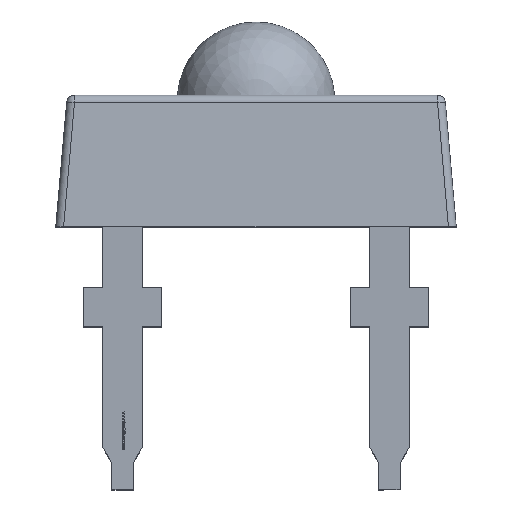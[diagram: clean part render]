
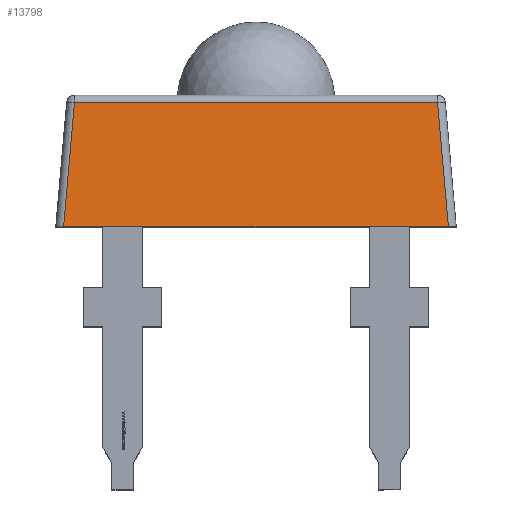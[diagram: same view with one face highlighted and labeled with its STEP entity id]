
A CAD part, top view. The second image highlights one B-rep face of the part: STEP entity #13798.
In plain terms, the highlighted planar face has unit normal (0, 0.087, 0.996).
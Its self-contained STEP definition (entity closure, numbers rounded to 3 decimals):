
#42 = CARTESIAN_POINT ( 'NONE',  ( -3.661, -1.25, 3.81 ) ) ;
#58 = CARTESIAN_POINT ( 'NONE',  ( 3.661, -1.25, 3.81 ) ) ;
#141 = CARTESIAN_POINT ( 'NONE',  ( -3.454, 1.113, 3.603 ) ) ;
#183 = CARTESIAN_POINT ( 'NONE',  ( 3.454, 1.113, 3.603 ) ) ;
#1615 = LINE ( 'NONE', #1633, #10621 ) ;
#1632 = DIRECTION ( 'NONE',  ( -1., 0., 0. ) ) ;
#1633 = CARTESIAN_POINT ( 'NONE',  ( -6.379, -1.25, 3.81 ) ) ;
#2794 = PLANE ( 'NONE',  #10838 ) ;
#2804 = CARTESIAN_POINT ( 'NONE',  ( -3.81, 1.25, 3.591 ) ) ;
#2805 = DIRECTION ( 'NONE',  ( 0., 0.996, -0.087 ) ) ;
#2811 = DIRECTION ( 'NONE',  ( 0., -0.087, -0.996 ) ) ;
#6533 = LINE ( 'NONE', #6534, #11402 ) ;
#6534 = CARTESIAN_POINT ( 'NONE',  ( -3.662, -1.263, 3.811 ) ) ;
#6546 = DIRECTION ( 'NONE',  ( -0.087, -0.992, 0.087 ) ) ;
#6555 = CARTESIAN_POINT ( 'NONE',  ( -3.81, 1.113, 3.603 ) ) ;
#6557 = DIRECTION ( 'NONE',  ( -1., 0., 0. ) ) ;
#6558 = CARTESIAN_POINT ( 'NONE',  ( 3.387, 1.875, 3.537 ) ) ;
#6566 = LINE ( 'NONE', #6558, #11419 ) ;
#6567 = DIRECTION ( 'NONE',  ( -0.087, 0.992, -0.087 ) ) ;
#6573 = LINE ( 'NONE', #6555, #11427 ) ;
#10621 = VECTOR ( 'NONE', #1632, 1000. ) ;
#10825 = FACE_OUTER_BOUND ( 'NONE', #12585, .T. ) ;
#10838 = AXIS2_PLACEMENT_3D ( 'NONE', #2804, #2811, #2805 ) ;
#11402 = VECTOR ( 'NONE', #6546, 1000. ) ;
#11419 = VECTOR ( 'NONE', #6567, 1000. ) ;
#11427 = VECTOR ( 'NONE', #6557, 1000. ) ;
#12585 = EDGE_LOOP ( 'NONE', ( #15345, #15396, #15366, #15397 ) ) ;
#12867 = VERTEX_POINT ( 'NONE', #42 ) ;
#12881 = VERTEX_POINT ( 'NONE', #58 ) ;
#12976 = VERTEX_POINT ( 'NONE', #141 ) ;
#13006 = VERTEX_POINT ( 'NONE', #183 ) ;
#13723 = EDGE_CURVE ( 'NONE', #12881, #12867, #1615, .T. ) ;
#13798 = ADVANCED_FACE ( 'NONE', ( #10825 ), #2794, .F. ) ;
#14136 = EDGE_CURVE ( 'NONE', #12976, #12867, #6533, .T. ) ;
#14144 = EDGE_CURVE ( 'NONE', #13006, #12976, #6573, .T. ) ;
#14147 = EDGE_CURVE ( 'NONE', #12881, #13006, #6566, .T. ) ;
#15345 = ORIENTED_EDGE ( 'NONE', *, *, #13723, .F. ) ;
#15366 = ORIENTED_EDGE ( 'NONE', *, *, #14144, .T. ) ;
#15396 = ORIENTED_EDGE ( 'NONE', *, *, #14147, .T. ) ;
#15397 = ORIENTED_EDGE ( 'NONE', *, *, #14136, .T. ) ;
